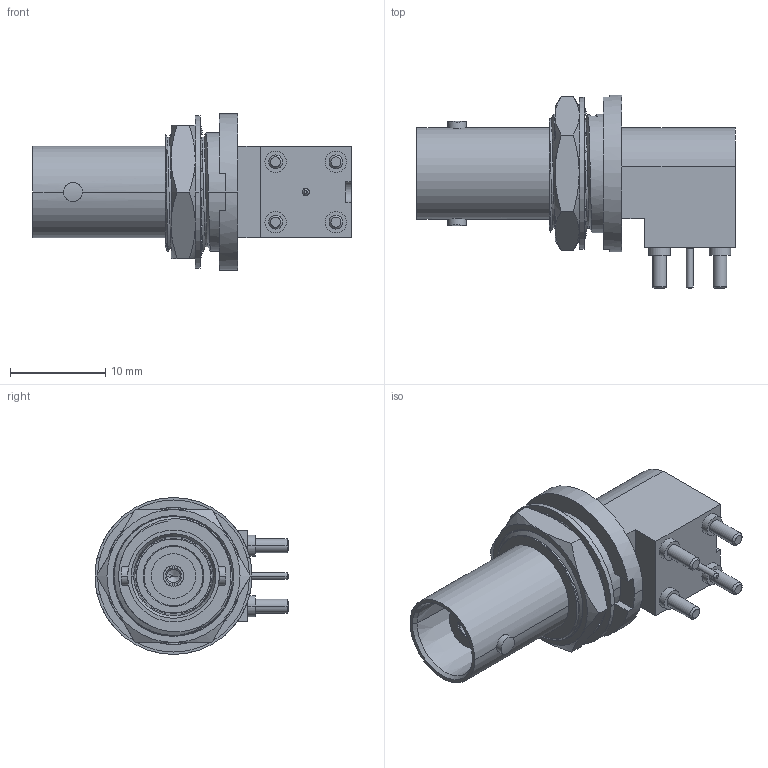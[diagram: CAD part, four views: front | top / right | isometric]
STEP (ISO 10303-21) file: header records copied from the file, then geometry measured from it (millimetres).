
FILE_DESCRIPTION((''),'2;1');
FILE_NAME('31-6121','2017-10-03T',('Lokesh'),(''),'PRO/ENGINEER BY PARAMETRIC TECHNOLOGY CORPORATION, 2014440','PRO/ENGINEER BY PARAMETRIC TECHNOLOGY CORPORATION, 2014440','');
FILE_SCHEMA(('CONFIG_CONTROL_DESIGN'));
Length unit declared in the file: millimetre
Products named in the file (1): 31-6121
Bounding box: 33.53 x 20.41 x 16.51 mm (x, y, z)
Volume: 3130.7 mm3; surface area: 2756.2 mm2
Topology: 1 solids, 1 shells, 289 faces, 932 edges, 623 vertices
Faces by surface type: bspline 89, plane 84, cylinder 71, cone 45
Entity records: 16705 total; most frequent: CARTESIAN_POINT 8906, ORIENTED_EDGE 1860, DIRECTION 1309, EDGE_CURVE 930, VERTEX_POINT 623, VECTOR 493, LINE 493, AXIS2_PLACEMENT_3D 408
